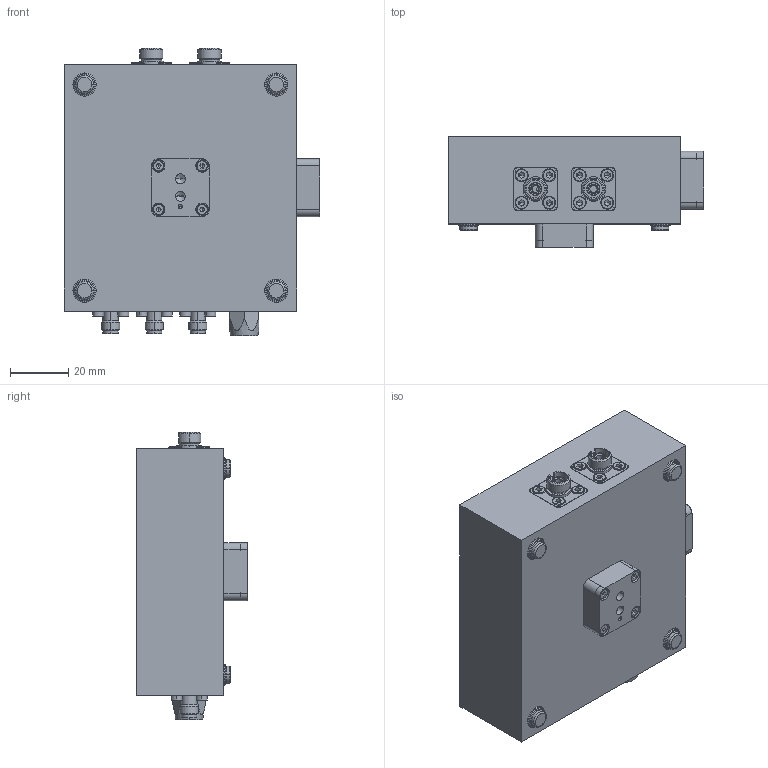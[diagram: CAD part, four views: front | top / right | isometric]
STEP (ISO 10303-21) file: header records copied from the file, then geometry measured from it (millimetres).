
FILE_DESCRIPTION (( 'STEP AP203' ), '1' );
FILE_NAME ('pdb4__.STEP', '2011-03-16T10:18:47', ( 'tempinstall' ), ( '' ), 'SwSTEP 2.0', 'SolidWorks 2011', '' );
FILE_SCHEMA (( 'CONFIG_CONTROL_DESIGN' ));
Products named in the file (15): Socket Head Cap Screw_DIN_DIN 912 M2.5 x 4 --- 4N; Socket Head Cap Screw_DIN_DIN 912 M2 x 3 --- 3N; PDA10Bx (RKMF); M0092-0377-0a-Befestigungssockel-01_Default; pdb4__; Folien_Ohne Beschriftung; Socket Head Cap Screw_DIN_DIN 912 M2 x 4 --- 4N; Socket Head Cap Screw_DIN_DIN 912 M2 x 10 --- 10N; PDA10Bx (Ger鋞ef黶se); PDA10Bx (SMABuchse); PDA10Bx (LED); M0092-0245-0c-Deckel-01_Default; M0092-0379-0a-FCPCBuchse-01-halb_Default; M0093-0438-0a-Justage-01-(4.75)_Default; M0092-0244-0e-Gehäuse-01_Default
Assembly tree (50 placements, depth 2):
  pdb4__
    Socket Head Cap Screw_DIN_DIN 912 M2 x 3 --- 3N  x12
    Socket Head Cap Screw_DIN_DIN 912 M2 x 10 --- 10N  x8
    M0092-0379-0a-FCPCBuchse-01-halb_Default  x2
    Socket Head Cap Screw_DIN_DIN 912 M2.5 x 4 --- 4N  x8
    Socket Head Cap Screw_DIN_DIN 912 M2 x 4 --- 4N  x4
    PDA10Bx (Ger鋞ef黶se)  x4
    PDA10Bx (LED)
    M0092-0377-0a-Befestigungssockel-01_Default  x2
    M0092-0244-0e-Gehäuse-01_Default
    PDA10Bx (SMABuchse)  x3
    M0093-0438-0a-Justage-01-(4.75)_Default  x2
    Folien_Ohne Beschriftung
    PDA10Bx (RKMF)
    M0092-0245-0c-Deckel-01_Default
Bounding box: 88 x 38 x 99 mm (x, y, z)
Volume: 113995.8 mm3; surface area: 71363.1 mm2
Topology: 93 solids, 93 shells, 2659 faces, 6472 edges, 4072 vertices
Faces by surface type: plane 1575, cylinder 550, cone 218, bspline 172, torus 144
Entity records: 60467 total; most frequent: CARTESIAN_POINT 18177, ORIENTED_EDGE 8394, DIRECTION 7662, EDGE_CURVE 4197, VECTOR 3156, LINE 3156, VERTEX_POINT 2764, AXIS2_PLACEMENT_3D 2253
